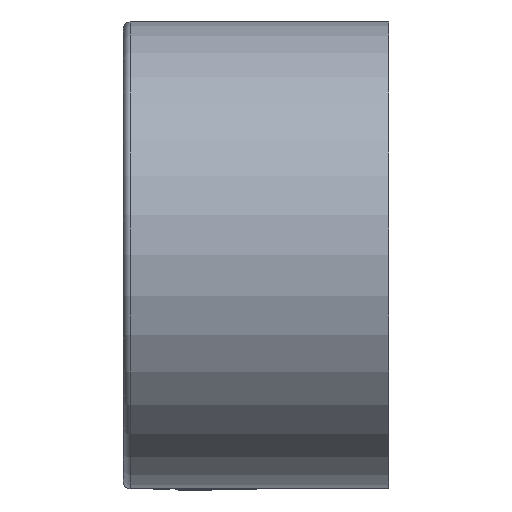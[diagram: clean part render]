
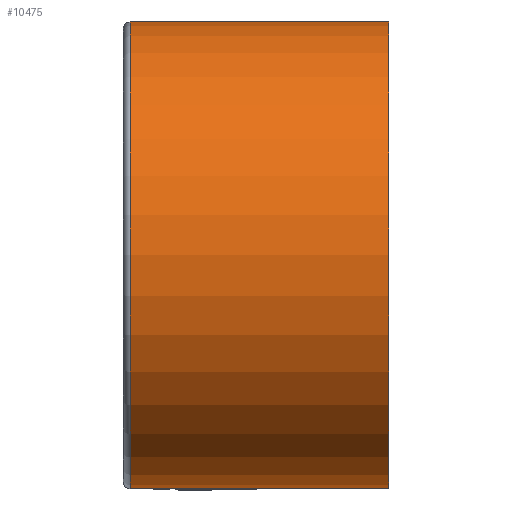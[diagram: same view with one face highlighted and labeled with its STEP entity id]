
A CAD part, left-side view. The second image highlights one B-rep face of the part: STEP entity #10475.
In plain terms, the highlighted cylindrical face has radius 17.6 mm (diameter 35.2 mm), a partial arc.
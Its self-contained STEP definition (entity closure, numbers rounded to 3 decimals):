
#34=CARTESIAN_POINT('',(0.,0.,0.));
#35=DIRECTION('',(0.,1.,0.));
#36=DIRECTION('',(0.,0.,-1.));
#37=AXIS2_PLACEMENT_3D('',#34,#35,#36);
#1041=DIRECTION('',(0.,1.,0.));
#1042=VECTOR('',#1041,19.5);
#1043=CARTESIAN_POINT('',(0.,0.,17.6));
#1044=LINE('',#1043,#1042);
#3533=CARTESIAN_POINT('',(0.,19.5,0.));
#3534=DIRECTION('',(0.,1.,0.));
#3535=DIRECTION('',(0.,0.,-1.));
#3536=AXIS2_PLACEMENT_3D('',#3533,#3534,#3535);
#3538=DIRECTION('',(0.,1.,0.));
#3539=VECTOR('',#3538,19.5);
#3540=CARTESIAN_POINT('',(0.,0.,-17.6));
#3541=LINE('',#3540,#3539);
#4435=CARTESIAN_POINT('',(0.,0.,-17.6));
#4436=CARTESIAN_POINT('',(0.,0.,17.6));
#4437=VERTEX_POINT('',#4435);
#4438=VERTEX_POINT('',#4436);
#4731=CARTESIAN_POINT('',(0.,19.5,-17.6));
#4732=VERTEX_POINT('',#4731);
#4735=CARTESIAN_POINT('',(0.,19.5,17.6));
#4736=VERTEX_POINT('',#4735);
#10464=CARTESIAN_POINT('',(0.,0.,0.));
#10465=DIRECTION('',(0.,1.,0.));
#10466=DIRECTION('',(1.,0.,0.));
#10467=AXIS2_PLACEMENT_3D('',#10464,#10465,#10466);
#10468=CYLINDRICAL_SURFACE('',#10467,17.6);
#10469=ORIENTED_EDGE('',*,*,#6176,.T.);
#10470=ORIENTED_EDGE('',*,*,#6297,.F.);
#10471=ORIENTED_EDGE('',*,*,#5200,.F.);
#10472=ORIENTED_EDGE('',*,*,#5878,.T.);
#10473=EDGE_LOOP('',(#10469,#10470,#10471,#10472));
#10474=FACE_OUTER_BOUND('',#10473,.F.);
#38=CIRCLE('',#37,17.6);
#3537=CIRCLE('',#3536,17.6);
#5200=EDGE_CURVE('',#4437,#4438,#38,.T.);
#5878=EDGE_CURVE('',#4437,#4732,#3541,.T.);
#6176=EDGE_CURVE('',#4732,#4736,#3537,.T.);
#6297=EDGE_CURVE('',#4438,#4736,#1044,.T.);
#10475=ADVANCED_FACE('',(#10474),#10468,.T.);
